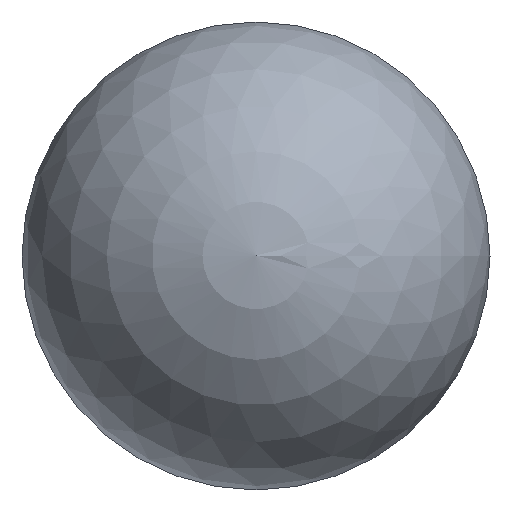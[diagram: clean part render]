
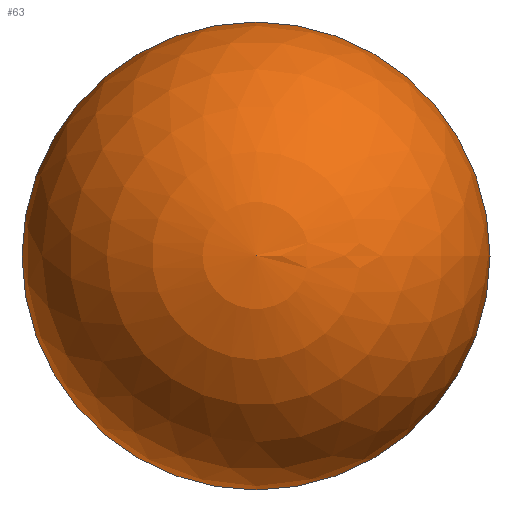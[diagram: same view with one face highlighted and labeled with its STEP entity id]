
A CAD part, top view. The second image highlights one B-rep face of the part: STEP entity #63.
In plain terms, the highlighted spherical face has radius 12.5 mm.
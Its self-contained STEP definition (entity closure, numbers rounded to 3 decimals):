
#63 = ADVANCED_FACE( '', ( #139 ), #140, .T. );
#139 = FACE_OUTER_BOUND( '', #229, .T. );
#140 = SPHERICAL_SURFACE( '', #230, 12.5 );
#229 = EDGE_LOOP( '', ( #331 ) );
#230 = AXIS2_PLACEMENT_3D( '', #332, #333, #334 );
#331 = ORIENTED_EDGE( '', *, *, #423, .F. );
#332 = CARTESIAN_POINT( '', ( 0., 0., 42.5 ) );
#333 = DIRECTION( '', ( 0., 0., 1. ) );
#334 = DIRECTION( '', ( 1., 0., 0. ) );
#423 = EDGE_CURVE( '', #477, #477, #478, .F. );
#477 = VERTEX_POINT( '', #536 );
#478 = CIRCLE( '', #537, 12.489 );
#536 = CARTESIAN_POINT( '', ( 12.489, 0., 41.965 ) );
#537 = AXIS2_PLACEMENT_3D( '', #598, #599, #600 );
#598 = CARTESIAN_POINT( '', ( 0., 0., 41.965 ) );
#599 = DIRECTION( '', ( 0., 0., 1. ) );
#600 = DIRECTION( '', ( 1., 0., 0. ) );
